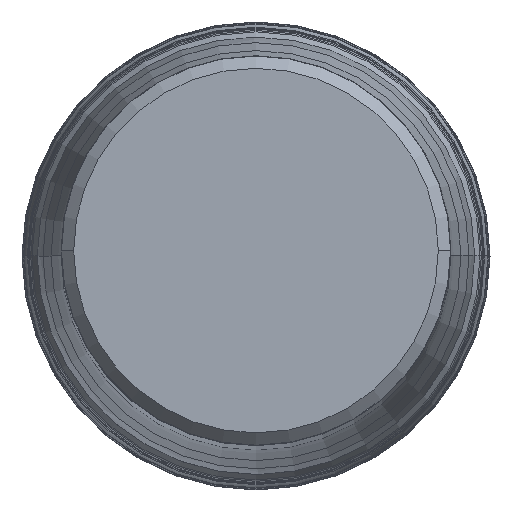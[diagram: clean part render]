
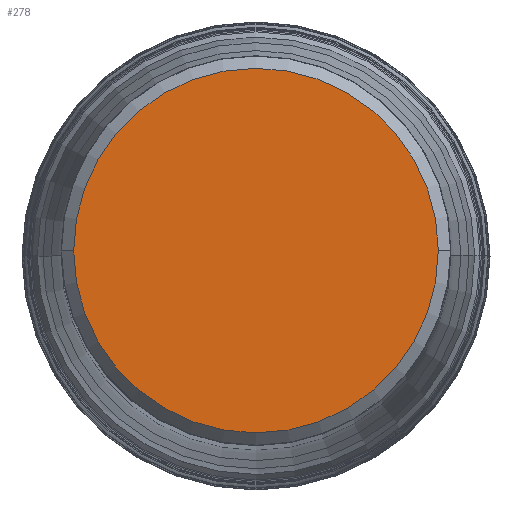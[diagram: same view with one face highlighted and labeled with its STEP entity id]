
A CAD part, top view. The second image highlights one B-rep face of the part: STEP entity #278.
In plain terms, the highlighted planar face has unit normal (0, 0, 1).
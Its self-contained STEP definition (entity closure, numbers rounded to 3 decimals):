
#55=PLANE('',#2535);
#278=ADVANCED_FACE('',(#464),#55,.F.);
#464=FACE_OUTER_BOUND('',#598,.T.);
#598=EDGE_LOOP('',(#1130,#1131));
#1130=ORIENTED_EDGE('',*,*,#1566,.F.);
#1131=ORIENTED_EDGE('',*,*,#1567,.F.);
#1295=VERTEX_POINT('',#4678);
#1296=VERTEX_POINT('',#4680);
#1566=EDGE_CURVE('',#1296,#1295,#1881,.T.);
#1567=EDGE_CURVE('',#1295,#1296,#1882,.T.);
#1881=CIRCLE('',#2532,14.84);
#1882=CIRCLE('',#2534,14.84);
#2532=AXIS2_PLACEMENT_3D('',#4681,#3248,#3249);
#2534=AXIS2_PLACEMENT_3D('',#4683,#3252,#3253);
#2535=AXIS2_PLACEMENT_3D('',#4684,#3254,#3255);
#3248=DIRECTION('',(0.,0.,-1.));
#3249=DIRECTION('',(-1.,-0.002,0.));
#3252=DIRECTION('',(0.,0.,-1.));
#3253=DIRECTION('',(1.,0.002,0.));
#3254=DIRECTION('',(0.,0.,-1.));
#3255=DIRECTION('',(-1.,-0.002,0.));
#4678=CARTESIAN_POINT('',(14.84,0.027,0.));
#4680=CARTESIAN_POINT('',(-14.84,-0.027,0.));
#4681=CARTESIAN_POINT('',(0.,0.,0.));
#4683=CARTESIAN_POINT('',(0.,0.,0.));
#4684=CARTESIAN_POINT('',(0.,0.,0.));
